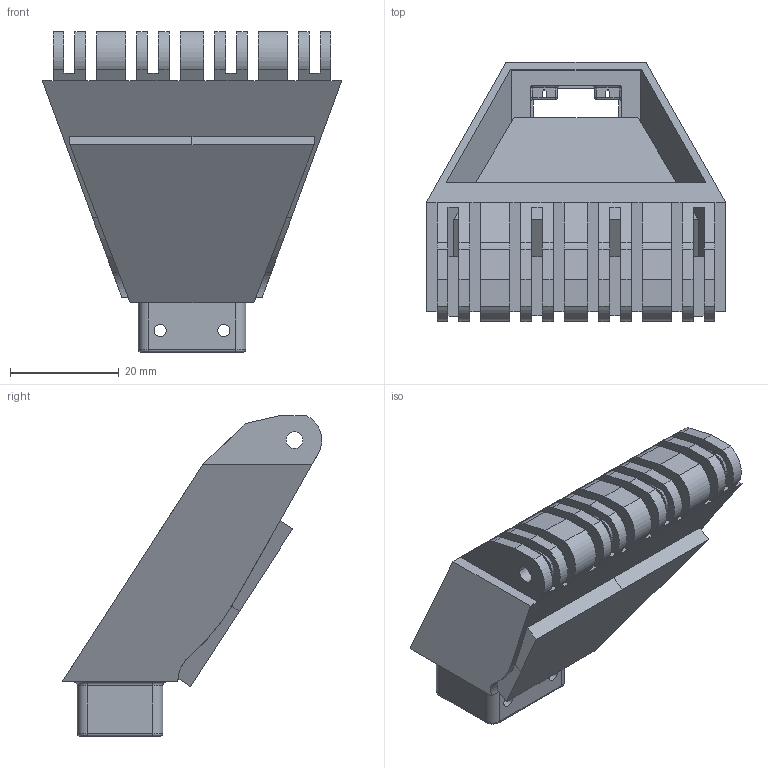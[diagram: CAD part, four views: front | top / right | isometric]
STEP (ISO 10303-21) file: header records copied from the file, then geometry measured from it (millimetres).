
FILE_DESCRIPTION(('CATIA V5 STEP Exchange'),'2;1');
FILE_NAME('Paume Poppy Modifications .stp','2017-02-03T15:47:18+00:00',('none'),('none'),'Version 5-6 Release 2012','CATIA V5 STEP AP203','none');
FILE_SCHEMA(('CONFIG_CONTROL_DESIGN'));
Length unit declared in the file: millimetre
Products named in the file (1): Part1
Bounding box: 55 x 47.62 x 58.85 mm (x, y, z)
Volume: 28806.7 mm3; surface area: 18850.1 mm2
Topology: 1 solids, 1 shells, 500 faces, 1445 edges, 924 vertices
Faces by surface type: plane 251, cylinder 173, torus 68, bspline 4, sphere 4
Entity records: 15608 total; most frequent: CARTESIAN_POINT 3796, ORIENTED_EDGE 2856, DIRECTION 1761, EDGE_CURVE 1428, VERTEX_POINT 910, VECTOR 878, LINE 878, AXIS2_PLACEMENT_3D 618
